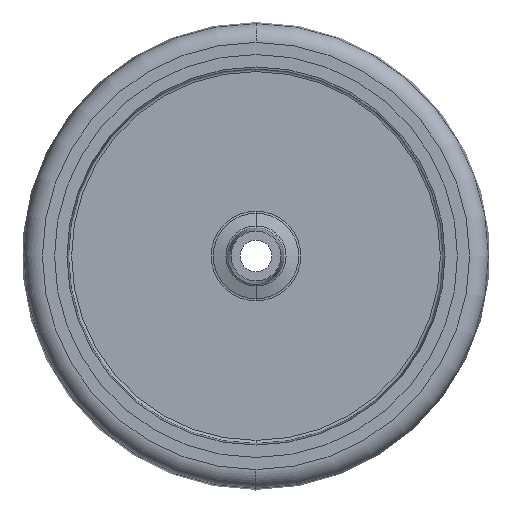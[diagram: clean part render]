
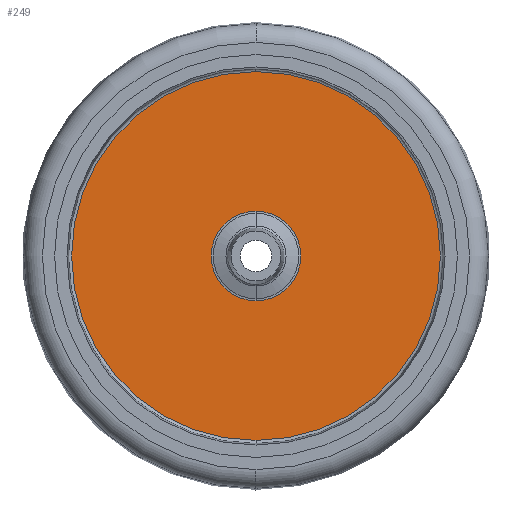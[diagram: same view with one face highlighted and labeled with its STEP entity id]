
A CAD part, front view. The second image highlights one B-rep face of the part: STEP entity #249.
In plain terms, the highlighted planar face has unit normal (0, -1, 0).
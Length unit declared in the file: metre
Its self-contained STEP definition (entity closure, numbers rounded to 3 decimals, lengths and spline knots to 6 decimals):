
#249=ADVANCED_FACE('',(#338,#339),#340,.T.);
#338=FACE_OUTER_BOUND('',#435,.T.);
#339=FACE_BOUND('',#436,.T.);
#340=PLANE('',#437);
#435=EDGE_LOOP('',(#716,#717));
#436=EDGE_LOOP('',(#718,#719));
#437=AXIS2_PLACEMENT_3D('',#720,#721,#722);
#716=ORIENTED_EDGE('',*,*,#841,.F.);
#717=ORIENTED_EDGE('',*,*,#787,.F.);
#718=ORIENTED_EDGE('',*,*,#840,.T.);
#719=ORIENTED_EDGE('',*,*,#792,.T.);
#720=CARTESIAN_POINT('',(0.0,-0.0025,0.03669));
#721=DIRECTION('',(0.0,-1.0,0.));
#722=DIRECTION('',(-0.0,0.,-1.0));
#787=EDGE_CURVE('',#894,#896,#897,.T.);
#792=EDGE_CURVE('',#900,#904,#906,.T.);
#840=EDGE_CURVE('',#904,#900,#980,.T.);
#841=EDGE_CURVE('',#896,#894,#981,.T.);
#894=VERTEX_POINT('',#1040);
#896=VERTEX_POINT('',#1042);
#897=CIRCLE('',#1043,0.059039);
#900=VERTEX_POINT('',#1046);
#904=VERTEX_POINT('',#1050);
#906=CIRCLE('',#1052,0.01434);
#980=CIRCLE('',#1138,0.01434);
#981=CIRCLE('',#1139,0.059039);
#1040=CARTESIAN_POINT('',(0.,-0.0025,-0.059039));
#1042=CARTESIAN_POINT('',(0.0,-0.0025,0.059039));
#1043=AXIS2_PLACEMENT_3D('',#1219,#1220,#1221);
#1046=CARTESIAN_POINT('',(0.,-0.0025,-0.01434));
#1050=CARTESIAN_POINT('',(0.0,-0.0025,0.01434));
#1052=AXIS2_PLACEMENT_3D('',#1234,#1235,#1236);
#1138=AXIS2_PLACEMENT_3D('',#1354,#1355,#1356);
#1139=AXIS2_PLACEMENT_3D('',#1357,#1358,#1359);
#1219=CARTESIAN_POINT('',(0.0,-0.0025,0.0));
#1220=DIRECTION('',(0.0,1.0,0.0));
#1221=DIRECTION('',(0.0,0.0,1.0));
#1234=CARTESIAN_POINT('',(0.0,-0.0025,0.0));
#1235=DIRECTION('',(0.0,1.0,0.0));
#1236=DIRECTION('',(0.0,0.0,1.0));
#1354=CARTESIAN_POINT('',(0.0,-0.0025,0.0));
#1355=DIRECTION('',(0.0,1.0,0.0));
#1356=DIRECTION('',(0.0,0.0,1.0));
#1357=CARTESIAN_POINT('',(0.0,-0.0025,0.0));
#1358=DIRECTION('',(0.0,1.0,0.0));
#1359=DIRECTION('',(0.0,0.0,1.0));
